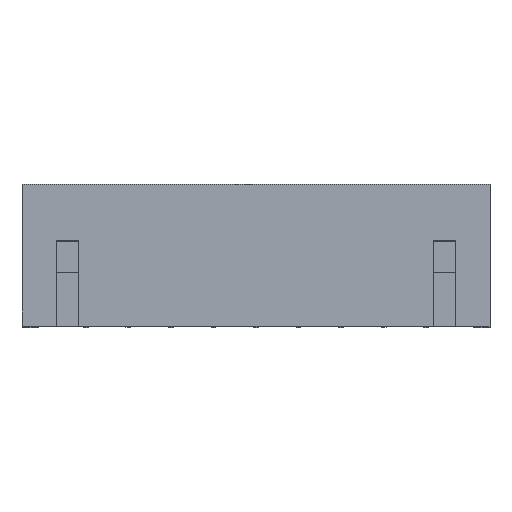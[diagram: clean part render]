
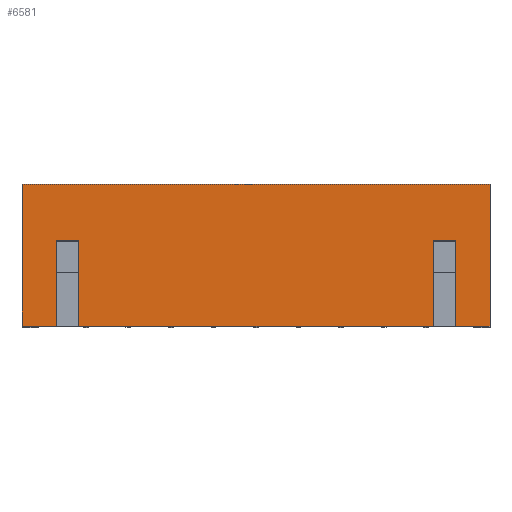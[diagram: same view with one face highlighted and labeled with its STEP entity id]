
A CAD part, top view. The second image highlights one B-rep face of the part: STEP entity #6581.
In plain terms, the highlighted planar face has unit normal (0, 0, 1).
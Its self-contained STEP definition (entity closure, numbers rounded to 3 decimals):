
#60 = VERTEX_POINT ( 'NONE', #6137 ) ;
#72 = CARTESIAN_POINT ( 'NONE',  ( 12.3, 0., 1.85 ) ) ;
#251 = VECTOR ( 'NONE', #2828, 1000. ) ;
#443 = CARTESIAN_POINT ( 'NONE',  ( 13.5, 0., 1.85 ) ) ;
#455 = VECTOR ( 'NONE', #1802, 1000. ) ;
#460 = DIRECTION ( 'NONE',  ( 1., 0., 0. ) ) ;
#480 = DIRECTION ( 'NONE',  ( 0., 1., 0. ) ) ;
#613 = CARTESIAN_POINT ( 'NONE',  ( -3., 0., 1.85 ) ) ;
#792 = LINE ( 'NONE', #7728, #3648 ) ;
#803 = LINE ( 'NONE', #72, #251 ) ;
#947 = ORIENTED_EDGE ( 'NONE', *, *, #2995, .T. ) ;
#1164 = VERTEX_POINT ( 'NONE', #6509 ) ;
#1186 = CARTESIAN_POINT ( 'NONE',  ( -3., 0., 1.85 ) ) ;
#1572 = CARTESIAN_POINT ( 'NONE',  ( 12.3, 0., 1.85 ) ) ;
#1755 = VECTOR ( 'NONE', #5196, 1000. ) ;
#1759 = VECTOR ( 'NONE', #3930, 1000. ) ;
#1802 = DIRECTION ( 'NONE',  ( 0., 1., 0. ) ) ;
#1888 = LINE ( 'NONE', #6825, #5973 ) ;
#2085 = VERTEX_POINT ( 'NONE', #4734 ) ;
#2116 = CARTESIAN_POINT ( 'NONE',  ( -3., 0., 1.85 ) ) ;
#2403 = LINE ( 'NONE', #1572, #1755 ) ;
#2470 = VERTEX_POINT ( 'NONE', #5000 ) ;
#2512 = DIRECTION ( 'NONE',  ( 0., 1., 0. ) ) ;
#2618 = LINE ( 'NONE', #8786, #455 ) ;
#2630 = EDGE_CURVE ( 'NONE', #6695, #1164, #803, .T. ) ;
#2826 = VECTOR ( 'NONE', #5538, 1000. ) ;
#2828 = DIRECTION ( 'NONE',  ( 0., 1., 0. ) ) ;
#2922 = VECTOR ( 'NONE', #7201, 1000. ) ;
#2931 = VERTEX_POINT ( 'NONE', #6729 ) ;
#2995 = EDGE_CURVE ( 'NONE', #5179, #3572, #792, .T. ) ;
#3122 = ORIENTED_EDGE ( 'NONE', *, *, #7052, .F. ) ;
#3188 = CARTESIAN_POINT ( 'NONE',  ( 11.5, 0., 1.85 ) ) ;
#3443 = EDGE_CURVE ( 'NONE', #1164, #60, #4505, .T. ) ;
#3543 = DIRECTION ( 'NONE',  ( 0., 1., 0. ) ) ;
#3572 = VERTEX_POINT ( 'NONE', #5139 ) ;
#3614 = LINE ( 'NONE', #7049, #2826 ) ;
#3648 = VECTOR ( 'NONE', #7032, 1000. ) ;
#3760 = ORIENTED_EDGE ( 'NONE', *, *, #7209, .T. ) ;
#3930 = DIRECTION ( 'NONE',  ( 1., 0., 0. ) ) ;
#3976 = CARTESIAN_POINT ( 'NONE',  ( -3., 5., 1.85 ) ) ;
#4225 = VERTEX_POINT ( 'NONE', #6972 ) ;
#4485 = EDGE_CURVE ( 'NONE', #4693, #2470, #4728, .T. ) ;
#4505 = LINE ( 'NONE', #8094, #2922 ) ;
#4661 = VERTEX_POINT ( 'NONE', #2116 ) ;
#4677 = DIRECTION ( 'NONE',  ( 0., 1., 0. ) ) ;
#4693 = VERTEX_POINT ( 'NONE', #7752 ) ;
#4728 = LINE ( 'NONE', #8843, #6549 ) ;
#4734 = CARTESIAN_POINT ( 'NONE',  ( 13.5, 0., 1.85 ) ) ;
#4868 = EDGE_CURVE ( 'NONE', #4225, #2470, #1888, .T. ) ;
#4962 = LINE ( 'NONE', #5606, #8509 ) ;
#5000 = CARTESIAN_POINT ( 'NONE',  ( -1.8, 3., 1.85 ) ) ;
#5139 = CARTESIAN_POINT ( 'NONE',  ( 11.5, 0., 1.85 ) ) ;
#5179 = VERTEX_POINT ( 'NONE', #8027 ) ;
#5196 = DIRECTION ( 'NONE',  ( 1., 0., 0. ) ) ;
#5407 = VECTOR ( 'NONE', #480, 1000. ) ;
#5460 = DIRECTION ( 'NONE',  ( -1., 0., 0. ) ) ;
#5538 = DIRECTION ( 'NONE',  ( 1., 0., 0. ) ) ;
#5606 = CARTESIAN_POINT ( 'NONE',  ( -1., 0., 1.85 ) ) ;
#5746 = EDGE_CURVE ( 'NONE', #2085, #2931, #6803, .T. ) ;
#5758 = VERTEX_POINT ( 'NONE', #3976 ) ;
#5793 = EDGE_LOOP ( 'NONE', ( #947, #8860, #8234, #8729, #3760, #8117, #8435, #6896, #7181, #8209, #7101, #3122 ) ) ;
#5973 = VECTOR ( 'NONE', #4677, 1000. ) ;
#6097 = DIRECTION ( 'NONE',  ( 0., 0., 1. ) ) ;
#6137 = CARTESIAN_POINT ( 'NONE',  ( 11.5, 3., 1.85 ) ) ;
#6217 = EDGE_CURVE ( 'NONE', #5758, #2931, #3614, .T. ) ;
#6218 = CARTESIAN_POINT ( 'NONE',  ( 12.3, 0., 1.85 ) ) ;
#6345 = AXIS2_PLACEMENT_3D ( 'NONE', #1186, #6097, #460 ) ;
#6509 = CARTESIAN_POINT ( 'NONE',  ( 12.3, 3., 1.85 ) ) ;
#6549 = VECTOR ( 'NONE', #5460, 1000. ) ;
#6581 = ADVANCED_FACE ( 'NONE', ( #6735 ), #6778, .T. ) ;
#6667 = LINE ( 'NONE', #3188, #5407 ) ;
#6695 = VERTEX_POINT ( 'NONE', #6218 ) ;
#6729 = CARTESIAN_POINT ( 'NONE',  ( 13.5, 5., 1.85 ) ) ;
#6735 = FACE_OUTER_BOUND ( 'NONE', #5793, .T. ) ;
#6778 = PLANE ( 'NONE',  #6345 ) ;
#6803 = LINE ( 'NONE', #443, #8701 ) ;
#6825 = CARTESIAN_POINT ( 'NONE',  ( -1.8, 0., 1.85 ) ) ;
#6892 = LINE ( 'NONE', #613, #1759 ) ;
#6896 = ORIENTED_EDGE ( 'NONE', *, *, #8393, .F. ) ;
#6972 = CARTESIAN_POINT ( 'NONE',  ( -1.8, 0., 1.85 ) ) ;
#7032 = DIRECTION ( 'NONE',  ( 1., 0., 0. ) ) ;
#7049 = CARTESIAN_POINT ( 'NONE',  ( -3., 5., 1.85 ) ) ;
#7052 = EDGE_CURVE ( 'NONE', #5179, #4693, #4962, .T. ) ;
#7101 = ORIENTED_EDGE ( 'NONE', *, *, #4485, .F. ) ;
#7181 = ORIENTED_EDGE ( 'NONE', *, *, #7640, .T. ) ;
#7201 = DIRECTION ( 'NONE',  ( -1., 0., 0. ) ) ;
#7209 = EDGE_CURVE ( 'NONE', #6695, #2085, #2403, .T. ) ;
#7306 = EDGE_CURVE ( 'NONE', #3572, #60, #6667, .T. ) ;
#7640 = EDGE_CURVE ( 'NONE', #4661, #4225, #6892, .T. ) ;
#7728 = CARTESIAN_POINT ( 'NONE',  ( -1., 0., 1.85 ) ) ;
#7752 = CARTESIAN_POINT ( 'NONE',  ( -1., 3., 1.85 ) ) ;
#8027 = CARTESIAN_POINT ( 'NONE',  ( -1., 0., 1.85 ) ) ;
#8094 = CARTESIAN_POINT ( 'NONE',  ( 12.3, 3., 1.85 ) ) ;
#8117 = ORIENTED_EDGE ( 'NONE', *, *, #5746, .T. ) ;
#8209 = ORIENTED_EDGE ( 'NONE', *, *, #4868, .T. ) ;
#8234 = ORIENTED_EDGE ( 'NONE', *, *, #3443, .F. ) ;
#8393 = EDGE_CURVE ( 'NONE', #4661, #5758, #2618, .T. ) ;
#8435 = ORIENTED_EDGE ( 'NONE', *, *, #6217, .F. ) ;
#8509 = VECTOR ( 'NONE', #3543, 1000. ) ;
#8701 = VECTOR ( 'NONE', #2512, 1000. ) ;
#8729 = ORIENTED_EDGE ( 'NONE', *, *, #2630, .F. ) ;
#8786 = CARTESIAN_POINT ( 'NONE',  ( -3., 0., 1.85 ) ) ;
#8843 = CARTESIAN_POINT ( 'NONE',  ( -1., 3., 1.85 ) ) ;
#8860 = ORIENTED_EDGE ( 'NONE', *, *, #7306, .T. ) ;
